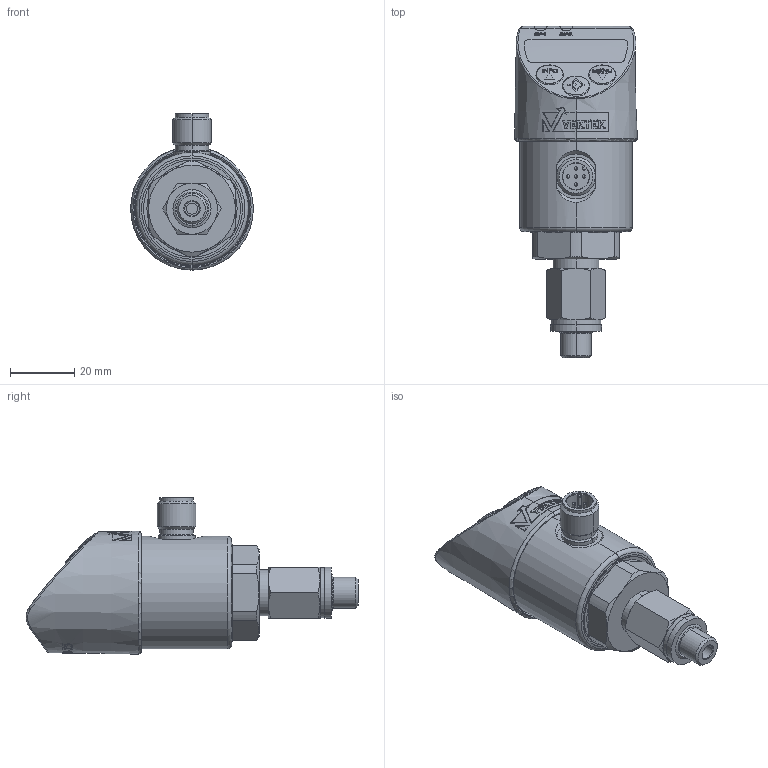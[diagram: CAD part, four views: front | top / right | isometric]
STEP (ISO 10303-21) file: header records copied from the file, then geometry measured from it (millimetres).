
FILE_DESCRIPTION((''),'2;1');
FILE_NAME('ILCMV47074075','2024-01-03T14:37:30',('Kroemer'),(''),'CREO PARAMETRIC BY PTC INC, 2021164','CREO PARAMETRIC BY PTC INC, 2021164','');
FILE_SCHEMA(('AUTOMOTIVE_DESIGN { 1 0 10303 214 1 1 1 1 }'));
Length unit declared in the file: millimetre
Products named in the file (1): ILCMV47074075
Bounding box: 38.21 x 103.25 x 48.61 mm (x, y, z)
Volume: 69961.9 mm3; surface area: 13654.2 mm2
Topology: 9 solids, 9 shells, 828 faces, 2229 edges, 1471 vertices
Faces by surface type: plane 336, extrusion 259, cylinder 103, cone 69, sphere 26, bspline 18, torus 17
Entity records: 42474 total; most frequent: CARTESIAN_POINT 16129, ORIENTED_EDGE 4438, DIRECTION 3371, EDGE_CURVE 2219, VERTEX_POINT 1471, AXIS2_PLACEMENT_3D 1130, VECTOR 1108, PRESENTATION_STYLE_ASSIGNMENT 1088
